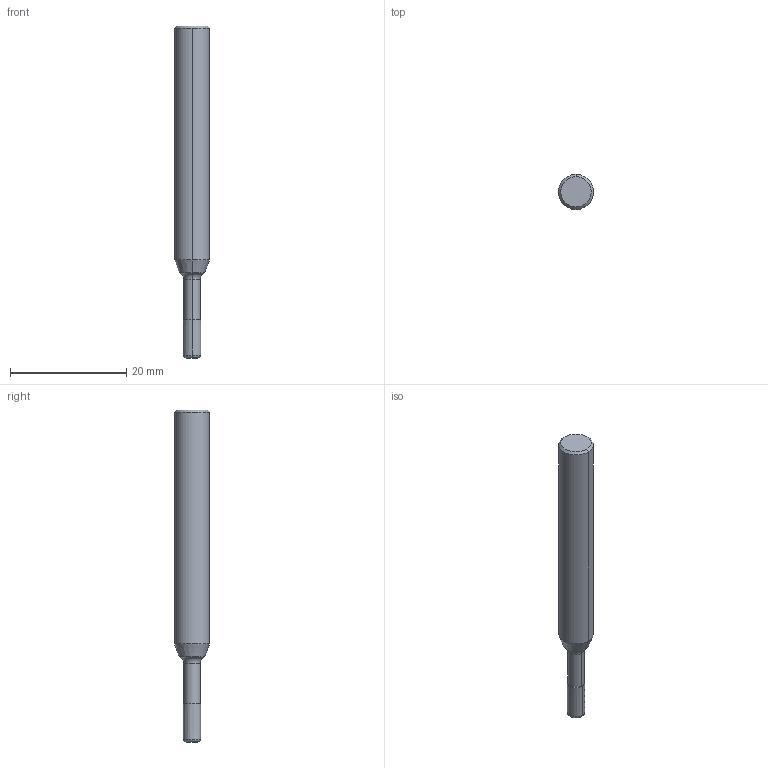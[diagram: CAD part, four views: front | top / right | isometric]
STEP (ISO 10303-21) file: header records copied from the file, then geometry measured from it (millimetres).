
FILE_DESCRIPTION(('no description'),'unknown implementation level');
FILE_NAME('solidrnX9I7fwfTIjb62lRrD_oFCUXzg_1.STP',' ',('CIMSOURCE GmbH'),('CADClick - KiM GmbH - www.kimweb.de'),'unknown preprocess','ACIS','unknown authorization');
FILE_SCHEMA(('automotive_design'));
Length unit declared in the file: millimetre
Products named in the file (2): 1; 2
Bounding box: 6 x 6 x 57 mm (x, y, z)
Volume: 1279.5 mm3; surface area: 1032.2 mm2
Topology: 3 solids, 3 shells, 23 faces, 42 edges, 23 vertices
Faces by surface type: cone 8, torus 6, plane 5, cylinder 4
Entity records: 1116 total; most frequent: DIRECTION 126, CARTESIAN_POINT 92, STYLED_ITEM 88, PRESENTATION_STYLE_ASSIGNMENT 88, COLOUR_RGB 88, ORIENTED_EDGE 80, AXIS2_PLACEMENT_3D 57, EDGE_CURVE 40
